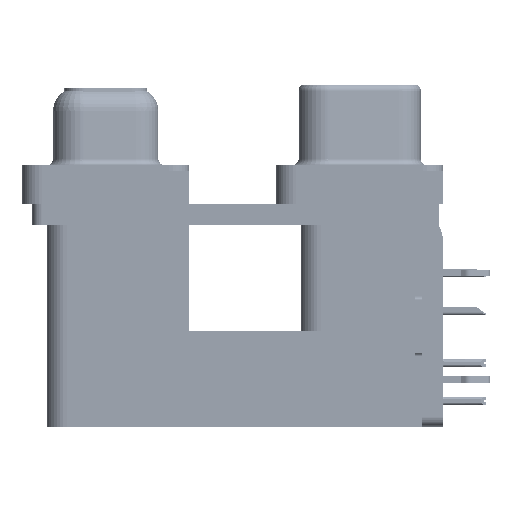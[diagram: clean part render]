
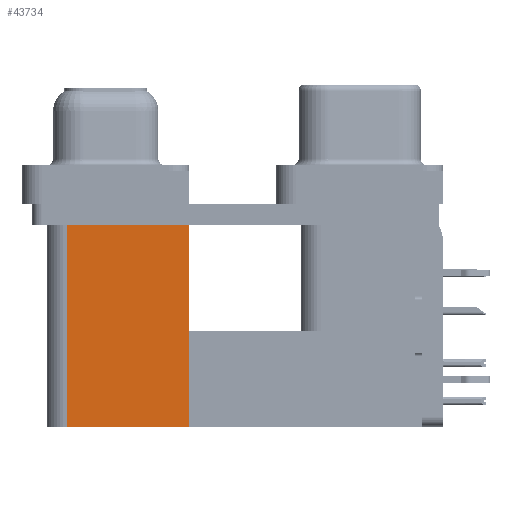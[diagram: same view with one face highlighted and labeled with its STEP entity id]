
A CAD part, left-side view. The second image highlights one B-rep face of the part: STEP entity #43734.
In plain terms, the highlighted planar face has unit normal (-1, 0, 0).
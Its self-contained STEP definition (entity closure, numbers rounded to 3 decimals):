
#13 = CARTESIAN_POINT ( 'NONE',  ( 3.79, 21.975, -19.2 ) ) ;
#2746 = AXIS2_PLACEMENT_3D ( 'NONE', #48814, #22472, #64476 ) ;
#2898 = ORIENTED_EDGE ( 'NONE', *, *, #56484, .F. ) ;
#6028 = DIRECTION ( 'NONE',  ( 0., 0., 1. ) ) ;
#14729 = VECTOR ( 'NONE', #28040, 1000. ) ;
#16369 = LINE ( 'NONE', #13, #65175 ) ;
#17978 = ORIENTED_EDGE ( 'NONE', *, *, #60398, .F. ) ;
#20239 = ORIENTED_EDGE ( 'NONE', *, *, #26969, .T. ) ;
#20247 = VERTEX_POINT ( 'NONE', #53591 ) ;
#21173 = CARTESIAN_POINT ( 'NONE',  ( 3.79, 12.775, -2.5 ) ) ;
#22472 = DIRECTION ( 'NONE',  ( 1., 0., 0. ) ) ;
#23435 = VECTOR ( 'NONE', #27700, 1000. ) ;
#24543 = CARTESIAN_POINT ( 'NONE',  ( 3.79, 12.775, -19.2 ) ) ;
#25333 = CARTESIAN_POINT ( 'NONE',  ( 3.79, 12.775, -2.5 ) ) ;
#26969 = EDGE_CURVE ( 'NONE', #39120, #67925, #61124, .T. ) ;
#27700 = DIRECTION ( 'NONE',  ( 0., 1., 0. ) ) ;
#28040 = DIRECTION ( 'NONE',  ( 0., 0., 1. ) ) ;
#29010 = CARTESIAN_POINT ( 'NONE',  ( 3.79, 21.975, -19.2 ) ) ;
#35996 = VECTOR ( 'NONE', #42892, 1000. ) ;
#37537 = LINE ( 'NONE', #21173, #35996 ) ;
#38668 = EDGE_LOOP ( 'NONE', ( #54262, #2898, #17978, #20239 ) ) ;
#39120 = VERTEX_POINT ( 'NONE', #24543 ) ;
#42892 = DIRECTION ( 'NONE',  ( 0., 1., 0. ) ) ;
#43734 = ADVANCED_FACE ( 'NONE', ( #49509 ), #65877, .F. ) ;
#47088 = EDGE_CURVE ( 'NONE', #67925, #20247, #37537, .T. ) ;
#48814 = CARTESIAN_POINT ( 'NONE',  ( 3.79, 12.775, -19.2 ) ) ;
#49031 = LINE ( 'NONE', #60403, #23435 ) ;
#49509 = FACE_OUTER_BOUND ( 'NONE', #38668, .T. ) ;
#53591 = CARTESIAN_POINT ( 'NONE',  ( 3.79, 21.975, -2.5 ) ) ;
#54262 = ORIENTED_EDGE ( 'NONE', *, *, #47088, .T. ) ;
#55086 = CARTESIAN_POINT ( 'NONE',  ( 3.79, 12.775, -19.2 ) ) ;
#56484 = EDGE_CURVE ( 'NONE', #69031, #20247, #16369, .T. ) ;
#60398 = EDGE_CURVE ( 'NONE', #39120, #69031, #49031, .T. ) ;
#60403 = CARTESIAN_POINT ( 'NONE',  ( 3.79, 12.775, -19.2 ) ) ;
#61124 = LINE ( 'NONE', #55086, #14729 ) ;
#64476 = DIRECTION ( 'NONE',  ( 0., 1., 0. ) ) ;
#65175 = VECTOR ( 'NONE', #6028, 1000. ) ;
#65877 = PLANE ( 'NONE',  #2746 ) ;
#67925 = VERTEX_POINT ( 'NONE', #25333 ) ;
#69031 = VERTEX_POINT ( 'NONE', #29010 ) ;
